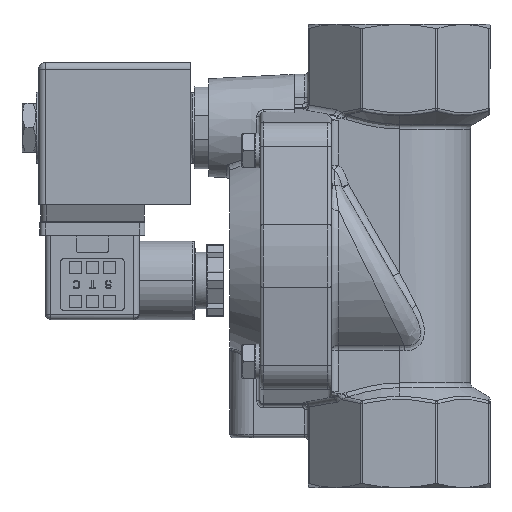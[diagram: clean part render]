
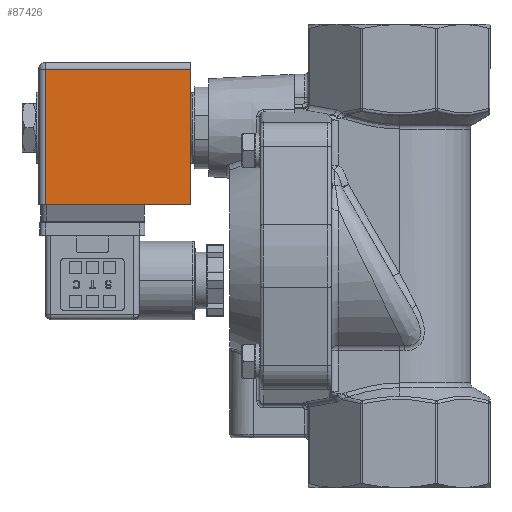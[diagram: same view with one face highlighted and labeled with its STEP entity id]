
A CAD part, left-side view. The second image highlights one B-rep face of the part: STEP entity #87426.
In plain terms, the highlighted planar face has unit normal (-1, 0, 0).
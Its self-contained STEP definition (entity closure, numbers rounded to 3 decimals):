
#1717 = LINE ( 'NONE', #136067, #119057 ) ;
#1896 = FACE_OUTER_BOUND ( 'NONE', #21875, .T. ) ;
#5956 = EDGE_CURVE ( 'NONE', #38596, #16058, #30229, .T. ) ;
#13669 = CARTESIAN_POINT ( 'NONE',  ( -17.925, 0.5, -21.68 ) ) ;
#16058 = VERTEX_POINT ( 'NONE', #121243 ) ;
#16588 = CARTESIAN_POINT ( 'NONE',  ( -17.925, 41.2, 16.32 ) ) ;
#21875 = EDGE_LOOP ( 'NONE', ( #58496, #55201, #40769, #40015 ) ) ;
#22621 = EDGE_CURVE ( 'NONE', #33954, #38596, #1717, .T. ) ;
#30229 = LINE ( 'NONE', #121091, #117407 ) ;
#33954 = VERTEX_POINT ( 'NONE', #16588 ) ;
#38596 = VERTEX_POINT ( 'NONE', #68945 ) ;
#40015 = ORIENTED_EDGE ( 'NONE', *, *, #22621, .T. ) ;
#40769 = ORIENTED_EDGE ( 'NONE', *, *, #81289, .T. ) ;
#52923 = DIRECTION ( 'NONE',  ( 0., -1., 0. ) ) ;
#54086 = VECTOR ( 'NONE', #127051, 1000. ) ;
#55201 = ORIENTED_EDGE ( 'NONE', *, *, #115842, .T. ) ;
#58496 = ORIENTED_EDGE ( 'NONE', *, *, #5956, .T. ) ;
#65622 = CARTESIAN_POINT ( 'NONE',  ( -17.925, 0.5, -21.68 ) ) ;
#68945 = CARTESIAN_POINT ( 'NONE',  ( -17.925, 41.2, -21.68 ) ) ;
#69719 = DIRECTION ( 'NONE',  ( 0., 1., 0. ) ) ;
#71546 = AXIS2_PLACEMENT_3D ( 'NONE', #65622, #145331, #77095 ) ;
#77095 = DIRECTION ( 'NONE',  ( 0., 0., 1. ) ) ;
#78664 = VECTOR ( 'NONE', #69719, 1000. ) ;
#81289 = EDGE_CURVE ( 'NONE', #94881, #33954, #139289, .T. ) ;
#87426 = ADVANCED_FACE ( 'NONE', ( #1896 ), #142917, .T. ) ;
#87942 = LINE ( 'NONE', #13669, #54086 ) ;
#94881 = VERTEX_POINT ( 'NONE', #113825 ) ;
#113825 = CARTESIAN_POINT ( 'NONE',  ( -17.925, 0.5, 16.32 ) ) ;
#115842 = EDGE_CURVE ( 'NONE', #16058, #94881, #87942, .T. ) ;
#117407 = VECTOR ( 'NONE', #52923, 1000. ) ;
#119057 = VECTOR ( 'NONE', #147496, 1000. ) ;
#121091 = CARTESIAN_POINT ( 'NONE',  ( -17.925, 0.5, -21.68 ) ) ;
#121243 = CARTESIAN_POINT ( 'NONE',  ( -17.925, 0.5, -21.68 ) ) ;
#126500 = CARTESIAN_POINT ( 'NONE',  ( -17.925, 0.5, 16.32 ) ) ;
#127051 = DIRECTION ( 'NONE',  ( 0., 0., 1. ) ) ;
#136067 = CARTESIAN_POINT ( 'NONE',  ( -17.925, 41.2, -21.68 ) ) ;
#139289 = LINE ( 'NONE', #126500, #78664 ) ;
#142917 = PLANE ( 'NONE',  #71546 ) ;
#145331 = DIRECTION ( 'NONE',  ( -1., 0., 0. ) ) ;
#147496 = DIRECTION ( 'NONE',  ( 0., 0., -1. ) ) ;
